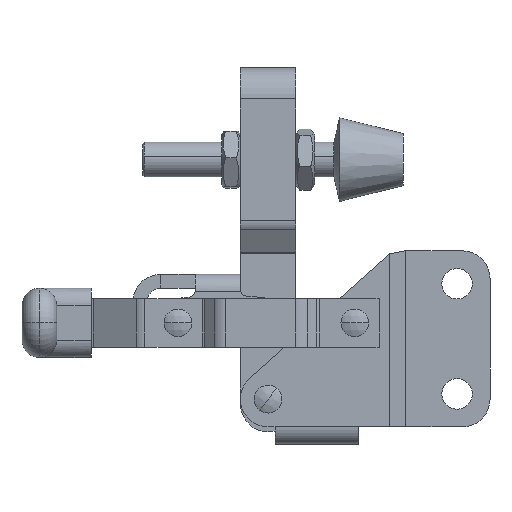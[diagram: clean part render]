
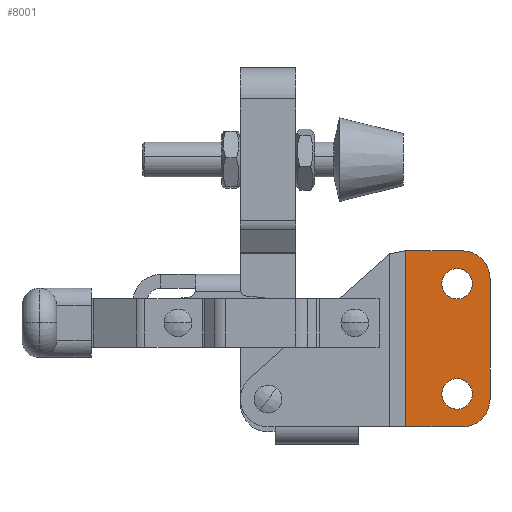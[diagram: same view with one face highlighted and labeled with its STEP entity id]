
A CAD part, left-side view. The second image highlights one B-rep face of the part: STEP entity #8001.
In plain terms, the highlighted planar face has unit normal (-1, 0, 0).
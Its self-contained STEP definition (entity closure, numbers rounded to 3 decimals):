
#179 = VERTEX_POINT ( 'NONE', #10337 ) ;
#185 = VERTEX_POINT ( 'NONE', #10343 ) ;
#187 = VERTEX_POINT ( 'NONE', #10345 ) ;
#188 = VERTEX_POINT ( 'NONE', #10346 ) ;
#193 = VERTEX_POINT ( 'NONE', #10351 ) ;
#195 = VERTEX_POINT ( 'NONE', #10353 ) ;
#2246 = EDGE_CURVE ( 'NONE', #21844, #21845, #25289, .T. ) ;
#2250 = EDGE_CURVE ( 'NONE', #21840, #21841, #25300, .T. ) ;
#3360 = ORIENTED_EDGE ( 'NONE', *, *, #16484, .F. ) ;
#3361 = ORIENTED_EDGE ( 'NONE', *, *, #2250, .F. ) ;
#3362 = ORIENTED_EDGE ( 'NONE', *, *, #16482, .F. ) ;
#3363 = ORIENTED_EDGE ( 'NONE', *, *, #2246, .F. ) ;
#3364 = ORIENTED_EDGE ( 'NONE', *, *, #16487, .T. ) ;
#3365 = ORIENTED_EDGE ( 'NONE', *, *, #23898, .F. ) ;
#3366 = ORIENTED_EDGE ( 'NONE', *, *, #16488, .T. ) ;
#3367 = ORIENTED_EDGE ( 'NONE', *, *, #23900, .T. ) ;
#3368 = ORIENTED_EDGE ( 'NONE', *, *, #16475, .T. ) ;
#3369 = ORIENTED_EDGE ( 'NONE', *, *, #16478, .T. ) ;
#4854 = EDGE_LOOP ( 'NONE', ( #3364, #3365, #3366, #3367, #3368, #3369 ) ) ;
#4861 = EDGE_LOOP ( 'NONE', ( #3362, #3363 ) ) ;
#4862 = EDGE_LOOP ( 'NONE', ( #3360, #3361 ) ) ;
#8001 = ADVANCED_FACE ( 'NONE', ( #22300, #22306, #22304 ), #15517, .T. ) ;
#9811 = CARTESIAN_POINT ( 'NONE',  ( -4., -9.256, 4.75 ) ) ;
#9812 = DIRECTION ( 'NONE',  ( -1., 0., 0. ) ) ;
#9813 = DIRECTION ( 'NONE',  ( 0., -1., 0. ) ) ;
#9820 = CARTESIAN_POINT ( 'NONE',  ( -4., -9.256, 20.65 ) ) ;
#9821 = DIRECTION ( 'NONE',  ( -1., 0., 0. ) ) ;
#9822 = DIRECTION ( 'NONE',  ( 0., -1., 0. ) ) ;
#10337 = CARTESIAN_POINT ( 'NONE',  ( -4., -14.006, 4. ) ) ;
#10343 = CARTESIAN_POINT ( 'NONE',  ( -4., -1.856, 25.4 ) ) ;
#10345 = CARTESIAN_POINT ( 'NONE',  ( -4., -1.856, 0. ) ) ;
#10346 = CARTESIAN_POINT ( 'NONE',  ( -4., -10.006, 0. ) ) ;
#10351 = CARTESIAN_POINT ( 'NONE',  ( -4., -14.006, 21.4 ) ) ;
#10353 = CARTESIAN_POINT ( 'NONE',  ( -4., -10.006, 25.4 ) ) ;
#13030 = LINE ( 'NONE', #16793, #13033 ) ;
#13032 = CIRCLE ( 'NONE', #26038, 4. ) ;
#13033 = VECTOR ( 'NONE', #16794, 1000. ) ;
#15498 = DIRECTION ( 'NONE',  ( -1., 0., 0. ) ) ;
#15513 = CARTESIAN_POINT ( 'NONE',  ( -4., -10.006, 21.4 ) ) ;
#15517 = PLANE ( 'NONE',  #16448 ) ;
#15521 = DIRECTION ( 'NONE',  ( 0., 1., 0. ) ) ;
#16125 = AXIS2_PLACEMENT_3D ( 'NONE', #9811, #9812, #9813 ) ;
#16127 = AXIS2_PLACEMENT_3D ( 'NONE', #9820, #9821, #9822 ) ;
#16448 = AXIS2_PLACEMENT_3D ( 'NONE', #15513, #15498, #15521 ) ;
#16475 = EDGE_CURVE ( 'NONE', #179, #193, #25518, .T. ) ;
#16478 = EDGE_CURVE ( 'NONE', #193, #195, #25542, .T. ) ;
#16482 = EDGE_CURVE ( 'NONE', #21845, #21844, #25554, .T. ) ;
#16484 = EDGE_CURVE ( 'NONE', #21841, #21840, #25558, .T. ) ;
#16487 = EDGE_CURVE ( 'NONE', #195, #185, #25562, .T. ) ;
#16488 = EDGE_CURVE ( 'NONE', #187, #188, #25570, .T. ) ;
#16595 = CARTESIAN_POINT ( 'NONE',  ( -4., -7.056, 4.75 ) ) ;
#16596 = CARTESIAN_POINT ( 'NONE',  ( -4., -11.456, 4.75 ) ) ;
#16793 = CARTESIAN_POINT ( 'NONE',  ( -4., -1.856, 0. ) ) ;
#16794 = DIRECTION ( 'NONE',  ( 0., 0., 1. ) ) ;
#16796 = CARTESIAN_POINT ( 'NONE',  ( -4., -10.006, 4. ) ) ;
#16797 = DIRECTION ( 'NONE',  ( -1., 0., 0. ) ) ;
#16798 = DIRECTION ( 'NONE',  ( 0., 1., 0. ) ) ;
#18832 = DIRECTION ( 'NONE',  ( 0., 0., 1. ) ) ;
#18835 = CARTESIAN_POINT ( 'NONE',  ( -4., -14.006, 21.4 ) ) ;
#18839 = CARTESIAN_POINT ( 'NONE',  ( -4., -10.006, 21.4 ) ) ;
#18840 = DIRECTION ( 'NONE',  ( -1., 0., 0. ) ) ;
#18841 = DIRECTION ( 'NONE',  ( 0., 1., 0. ) ) ;
#18849 = CARTESIAN_POINT ( 'NONE',  ( -4., -9.256, 4.75 ) ) ;
#18850 = DIRECTION ( 'NONE',  ( -1., 0., 0. ) ) ;
#18851 = DIRECTION ( 'NONE',  ( 0., -1., 0. ) ) ;
#18857 = CARTESIAN_POINT ( 'NONE',  ( -4., -1.356, 25.4 ) ) ;
#18859 = CARTESIAN_POINT ( 'NONE',  ( -4., -9.256, 20.65 ) ) ;
#18860 = DIRECTION ( 'NONE',  ( -1., 0., 0. ) ) ;
#18861 = DIRECTION ( 'NONE',  ( 0., -1., 0. ) ) ;
#18865 = DIRECTION ( 'NONE',  ( 0., 1., 0. ) ) ;
#18866 = CARTESIAN_POINT ( 'NONE',  ( -4., -10.006, 0. ) ) ;
#18867 = DIRECTION ( 'NONE',  ( 0., -1., 0. ) ) ;
#19582 = CARTESIAN_POINT ( 'NONE',  ( -4., -7.056, 20.65 ) ) ;
#19583 = CARTESIAN_POINT ( 'NONE',  ( -4., -11.456, 20.65 ) ) ;
#21840 = VERTEX_POINT ( 'NONE', #19582 ) ;
#21841 = VERTEX_POINT ( 'NONE', #19583 ) ;
#21844 = VERTEX_POINT ( 'NONE', #16595 ) ;
#21845 = VERTEX_POINT ( 'NONE', #16596 ) ;
#22300 = FACE_BOUND ( 'NONE', #4862, .T. ) ;
#22304 = FACE_OUTER_BOUND ( 'NONE', #4854, .T. ) ;
#22306 = FACE_BOUND ( 'NONE', #4861, .T. ) ;
#23898 = EDGE_CURVE ( 'NONE', #187, #185, #13030, .T. ) ;
#23900 = EDGE_CURVE ( 'NONE', #188, #179, #13032, .T. ) ;
#25289 = CIRCLE ( 'NONE', #16125, 2.2 ) ;
#25300 = CIRCLE ( 'NONE', #16127, 2.2 ) ;
#25518 = LINE ( 'NONE', #18835, #25536 ) ;
#25536 = VECTOR ( 'NONE', #18832, 1000. ) ;
#25542 = CIRCLE ( 'NONE', #25993, 4. ) ;
#25554 = CIRCLE ( 'NONE', #25996, 2.2 ) ;
#25558 = CIRCLE ( 'NONE', #25998, 2.2 ) ;
#25562 = LINE ( 'NONE', #18857, #25572 ) ;
#25570 = LINE ( 'NONE', #18866, #25576 ) ;
#25572 = VECTOR ( 'NONE', #18865, 1000. ) ;
#25576 = VECTOR ( 'NONE', #18867, 1000. ) ;
#25993 = AXIS2_PLACEMENT_3D ( 'NONE', #18839, #18840, #18841 ) ;
#25996 = AXIS2_PLACEMENT_3D ( 'NONE', #18849, #18850, #18851 ) ;
#25998 = AXIS2_PLACEMENT_3D ( 'NONE', #18859, #18860, #18861 ) ;
#26038 = AXIS2_PLACEMENT_3D ( 'NONE', #16796, #16797, #16798 ) ;
